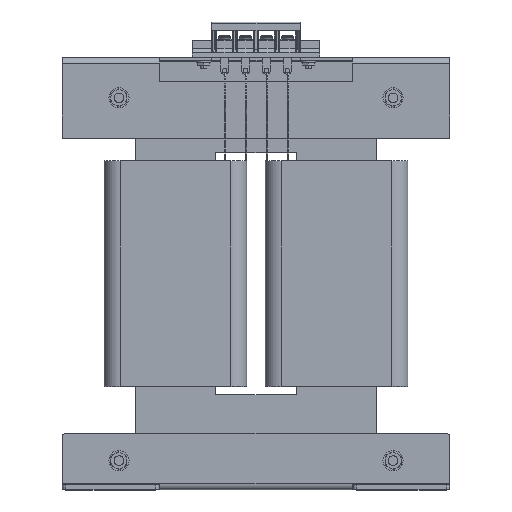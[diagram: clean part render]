
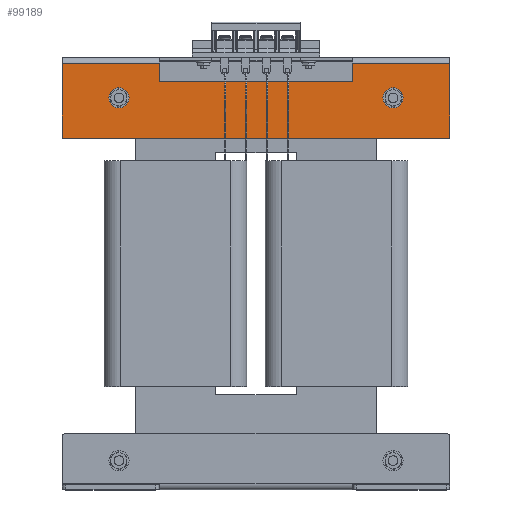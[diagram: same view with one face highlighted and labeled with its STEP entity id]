
A CAD part, top view. The second image highlights one B-rep face of the part: STEP entity #99189.
In plain terms, the highlighted planar face has unit normal (0, 0, 1).
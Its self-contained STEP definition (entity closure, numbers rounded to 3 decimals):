
#1560 = ORIENTED_EDGE ( 'NONE', *, *, #94575, .T. ) ;
#6048 = VERTEX_POINT ( 'NONE', #66375 ) ;
#10769 = ORIENTED_EDGE ( 'NONE', *, *, #51117, .F. ) ;
#10826 = CARTESIAN_POINT ( 'NONE',  ( -3.031, 234.629, 229.17 ) ) ;
#11012 = LINE ( 'NONE', #46206, #25887 ) ;
#11262 = EDGE_CURVE ( 'NONE', #39108, #101215, #58479, .T. ) ;
#12450 = VERTEX_POINT ( 'NONE', #95496 ) ;
#12687 = CARTESIAN_POINT ( 'NONE',  ( 161.969, 234.629, 229.17 ) ) ;
#12719 = DIRECTION ( 'NONE',  ( 0., 0., 1. ) ) ;
#13873 = CARTESIAN_POINT ( 'NONE',  ( 166.969, 234.629, 229.17 ) ) ;
#14064 = VERTEX_POINT ( 'NONE', #48136 ) ;
#15425 = CARTESIAN_POINT ( 'NONE',  ( -38.031, 259.629, 229.17 ) ) ;
#17560 = DIRECTION ( 'NONE',  ( 1., 0., 0. ) ) ;
#18084 = CARTESIAN_POINT ( 'NONE',  ( 1.969, 234.629, 229.17 ) ) ;
#18571 = ORIENTED_EDGE ( 'NONE', *, *, #27518, .F. ) ;
#19032 = VERTEX_POINT ( 'NONE', #84072 ) ;
#22749 = CARTESIAN_POINT ( 'NONE',  ( 201.969, 259.629, 229.17 ) ) ;
#22824 = VERTEX_POINT ( 'NONE', #12687 ) ;
#25887 = VECTOR ( 'NONE', #70001, 1000. ) ;
#27518 = EDGE_CURVE ( 'NONE', #6048, #22824, #79372, .T. ) ;
#28222 = ORIENTED_EDGE ( 'NONE', *, *, #11262, .F. ) ;
#29588 = AXIS2_PLACEMENT_3D ( 'NONE', #60311, #96839, #17560 ) ;
#31080 = CIRCLE ( 'NONE', #56866, 5. ) ;
#33895 = FACE_BOUND ( 'NONE', #72655, .T. ) ;
#35085 = DIRECTION ( 'NONE',  ( 1., 0., 0. ) ) ;
#35712 = LINE ( 'NONE', #42224, #38629 ) ;
#35926 = EDGE_CURVE ( 'NONE', #14064, #95445, #11012, .T. ) ;
#38629 = VECTOR ( 'NONE', #94972, 1000. ) ;
#39108 = VERTEX_POINT ( 'NONE', #52275 ) ;
#40551 = LINE ( 'NONE', #43442, #109495 ) ;
#42224 = CARTESIAN_POINT ( 'NONE',  ( -38.031, 259.629, 229.17 ) ) ;
#43442 = CARTESIAN_POINT ( 'NONE',  ( -38.031, 209.629, 229.17 ) ) ;
#43687 = FACE_OUTER_BOUND ( 'NONE', #74525, .T. ) ;
#43726 = DIRECTION ( 'NONE',  ( 1., 0., 0. ) ) ;
#46206 = CARTESIAN_POINT ( 'NONE',  ( 201.969, 255.893, 229.17 ) ) ;
#47011 = DIRECTION ( 'NONE',  ( 0., 1., 0. ) ) ;
#47996 = EDGE_CURVE ( 'NONE', #12450, #19032, #40551, .T. ) ;
#48136 = CARTESIAN_POINT ( 'NONE',  ( -38.031, 255.893, 229.17 ) ) ;
#50339 = ORIENTED_EDGE ( 'NONE', *, *, #47996, .T. ) ;
#50541 = ORIENTED_EDGE ( 'NONE', *, *, #106629, .T. ) ;
#51117 = EDGE_CURVE ( 'NONE', #22824, #6048, #62223, .T. ) ;
#51188 = FACE_BOUND ( 'NONE', #58418, .T. ) ;
#52275 = CARTESIAN_POINT ( 'NONE',  ( -8.031, 234.629, 229.17 ) ) ;
#56866 = AXIS2_PLACEMENT_3D ( 'NONE', #10826, #63969, #35085 ) ;
#58418 = EDGE_LOOP ( 'NONE', ( #102878, #28222 ) ) ;
#58479 = CIRCLE ( 'NONE', #95603, 5. ) ;
#60311 = CARTESIAN_POINT ( 'NONE',  ( 166.969, 234.629, 229.17 ) ) ;
#60698 = EDGE_CURVE ( 'NONE', #101215, #39108, #31080, .T. ) ;
#62223 = CIRCLE ( 'NONE', #110387, 5. ) ;
#63030 = ORIENTED_EDGE ( 'NONE', *, *, #35926, .F. ) ;
#63969 = DIRECTION ( 'NONE',  ( 0., 0., 1. ) ) ;
#64738 = DIRECTION ( 'NONE',  ( 1., 0., 0. ) ) ;
#66375 = CARTESIAN_POINT ( 'NONE',  ( 171.969, 234.629, 229.17 ) ) ;
#66905 = AXIS2_PLACEMENT_3D ( 'NONE', #15425, #70285, #85985 ) ;
#70001 = DIRECTION ( 'NONE',  ( 1., 0., 0. ) ) ;
#70285 = DIRECTION ( 'NONE',  ( 0., 0., -1. ) ) ;
#72655 = EDGE_LOOP ( 'NONE', ( #18571, #10769 ) ) ;
#74525 = EDGE_LOOP ( 'NONE', ( #63030, #50541, #50339, #1560 ) ) ;
#79372 = CIRCLE ( 'NONE', #29588, 5. ) ;
#79841 = VECTOR ( 'NONE', #47011, 1000. ) ;
#79883 = DIRECTION ( 'NONE',  ( 1., 0., 0. ) ) ;
#82327 = LINE ( 'NONE', #22749, #79841 ) ;
#84072 = CARTESIAN_POINT ( 'NONE',  ( 201.969, 209.629, 229.17 ) ) ;
#85985 = DIRECTION ( 'NONE',  ( 0., 1., 0. ) ) ;
#94575 = EDGE_CURVE ( 'NONE', #19032, #95445, #82327, .T. ) ;
#94972 = DIRECTION ( 'NONE',  ( 0., -1., 0. ) ) ;
#95315 = CARTESIAN_POINT ( 'NONE',  ( -3.031, 234.629, 229.17 ) ) ;
#95445 = VERTEX_POINT ( 'NONE', #98505 ) ;
#95496 = CARTESIAN_POINT ( 'NONE',  ( -38.031, 209.629, 229.17 ) ) ;
#95603 = AXIS2_PLACEMENT_3D ( 'NONE', #95315, #96442, #43726 ) ;
#96442 = DIRECTION ( 'NONE',  ( 0., 0., 1. ) ) ;
#96839 = DIRECTION ( 'NONE',  ( 0., 0., 1. ) ) ;
#98505 = CARTESIAN_POINT ( 'NONE',  ( 201.969, 255.893, 229.17 ) ) ;
#99189 = ADVANCED_FACE ( 'NONE', ( #51188, #33895, #43687 ), #105181, .F. ) ;
#101215 = VERTEX_POINT ( 'NONE', #18084 ) ;
#102878 = ORIENTED_EDGE ( 'NONE', *, *, #60698, .F. ) ;
#105181 = PLANE ( 'NONE',  #66905 ) ;
#106629 = EDGE_CURVE ( 'NONE', #14064, #12450, #35712, .T. ) ;
#109495 = VECTOR ( 'NONE', #79883, 1000. ) ;
#110387 = AXIS2_PLACEMENT_3D ( 'NONE', #13873, #12719, #64738 ) ;
